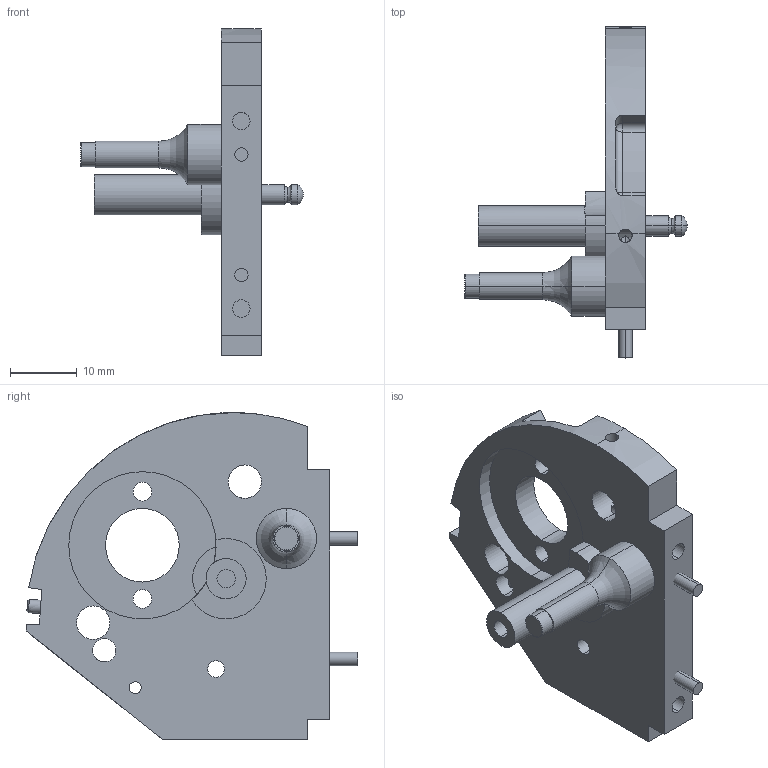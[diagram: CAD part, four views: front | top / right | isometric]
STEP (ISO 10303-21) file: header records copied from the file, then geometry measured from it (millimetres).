
FILE_DESCRIPTION (( 'STEP AP214' ), '1' );
FILE_NAME ('Carriage - Frame Left.STEP', '2025-07-06T08:34:30', ( '' ), ( '' ), 'SwSTEP 2.0', 'SolidWorks 2025', '' );
FILE_SCHEMA (( 'AUTOMOTIVE_DESIGN' ));
Length unit declared in the file: millimetre
Products named in the file (1): Carriage - Frame Left
Bounding box: 33.25 x 49.58 x 48.82 mm (x, y, z)
Volume: 10620.1 mm3; surface area: 7008 mm2
Topology: 6 solids, 6 shells, 118 faces, 283 edges, 181 vertices
Faces by surface type: cylinder 66, plane 37, torus 9, sphere 4, cone 2
Entity records: 4376 total; most frequent: CARTESIAN_POINT 744, DIRECTION 655, ORIENTED_EDGE 562, EDGE_CURVE 281, AXIS2_PLACEMENT_3D 271, VERTEX_POINT 180, CIRCLE 152, EDGE_LOOP 145
